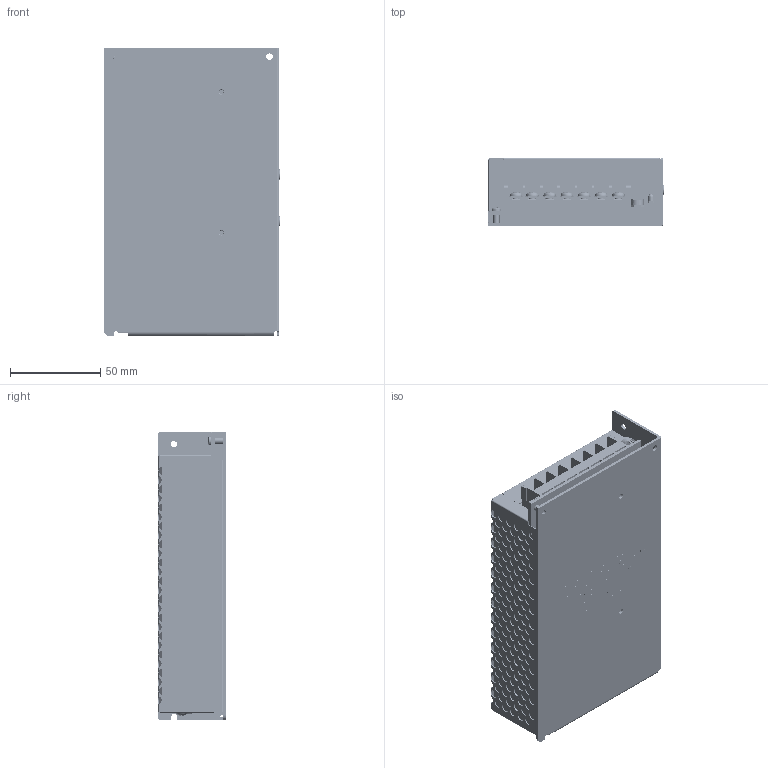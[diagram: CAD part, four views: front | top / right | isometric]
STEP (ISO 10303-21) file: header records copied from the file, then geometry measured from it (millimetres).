
FILE_DESCRIPTION(/* description */ (''),/* implementation_level */ '2;1');
FILE_NAME(/* name */ 'PS-12-8.4A ASSEMBLY.stp',/* time_stamp */ '2017-09-21T13:46:14-04:00',/* author */ ('ldaniel'),/* organization */ (''),/* preprocessor_version */ 'ST-DEVELOPER v16.13',/* originating_system */ 'Autodesk Inventor 2018',/* authorisation */ '');
FILE_SCHEMA (('AUTOMOTIVE_DESIGN { 1 0 10303 214 3 1 1 }'));
Products named in the file (18): PS-12-8.4A; PS-12-8.4A BASE; PS-12-8.4A TOP; Part1; ANSI B18.6.3 - No. 6 - 32 - 1/8; PS-12-8.4A PLUG; ANSI B18.6.3 - No. 4 - 40 - 1/8; ANSI B18.6.3 - 6-32 UNC x 0.1875; PS-12-8.4A CIRCUIT BOARD; PS-12-8.4A GREEN LIGHT; PS-12-8.4A SELECTOR; PS-12-8.4A TERMINAL BLOCK; PS-12-8.4A TERMINAL BLOCK BASE; PS-12-8.4A TB CLIP; RS-12-8.4A TB WASHER; BS 4183 - M3.5 x 5; PS-12-8.4A LABEL; PS-12-8.4A TERMINAL BLOCK LABEL
Assembly tree (37 placements, depth 3):
  PS-12-8.4A
    PS-12-8.4A BASE
    PS-12-8.4A TOP
    Part1
    ANSI B18.6.3 - No. 6 - 32 - 1/8  x2
    PS-12-8.4A PLUG
    ANSI B18.6.3 - No. 4 - 40 - 1/8
    ANSI B18.6.3 - 6-32 UNC x 0.1875  x2
    PS-12-8.4A CIRCUIT BOARD
    PS-12-8.4A GREEN LIGHT
    PS-12-8.4A SELECTOR
    PS-12-8.4A TERMINAL BLOCK
      PS-12-8.4A TERMINAL BLOCK BASE
      PS-12-8.4A TB CLIP  x7
      RS-12-8.4A TB WASHER  x7
      BS 4183 - M3.5 x 5  x7
    PS-12-8.4A LABEL
    PS-12-8.4A TERMINAL BLOCK LABEL
Bounding box: 97.09 x 37.72 x 159.41 mm (x, y, z)
Volume: 57594.4 mm3; surface area: 124852.2 mm2
Topology: 40 solids, 40 shells, 3723 faces, 8920 edges, 5766 vertices
Faces by surface type: plane 2236, cylinder 805, bspline 428, cone 183, torus 60, sphere 11
Full cylindrical faces by diameter (mm): 1.143 x2, 2.464 x7, 2.794 x2, 2.845 x1, 2.91 x2, 3.029 x1, 3.048 x2, 3.132 x7, 3.429 x1, 3.5 x7, 3.505 x4, 3.549 x2, 3.683 x3, 3.81 x9, 3.835 x7, 4.572 x532, 4.953 x1, 5.588 x2, 6.858 x2, 6.883 x1
Entity records: 92948 total; most frequent: CARTESIAN_POINT 20953, ORIENTED_EDGE 13604, DIRECTION 13335, EDGE_CURVE 6802, VERTEX_POINT 4758, AXIS2_PLACEMENT_3D 4629, EDGE_LOOP 4470, LINE 4077
